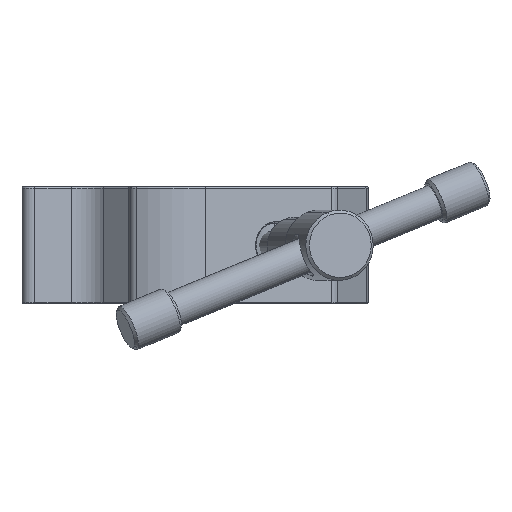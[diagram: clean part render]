
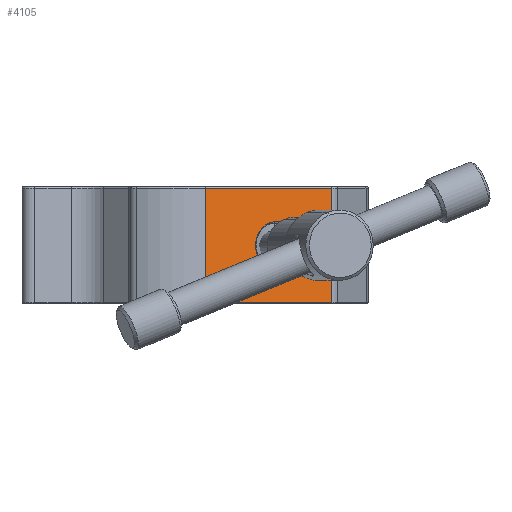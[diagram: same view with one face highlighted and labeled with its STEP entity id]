
A CAD part, front view. The second image highlights one B-rep face of the part: STEP entity #4105.
In plain terms, the highlighted face is planar.
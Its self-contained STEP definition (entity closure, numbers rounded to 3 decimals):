
#185 = EDGE_CURVE ( 'NONE', #4049, #12986, #13632, .T. ) ;
#303 = CARTESIAN_POINT ( 'NONE',  ( 283.89, 217.181, 10. ) ) ;
#350 = DIRECTION ( 'NONE',  ( 0., 0., -1. ) ) ;
#486 = VERTEX_POINT ( 'NONE', #770 ) ;
#634 = EDGE_LOOP ( 'NONE', ( #2817, #10641, #6458, #2103, #4416, #5995, #12232, #12163, #4932, #13273, #13262 ) ) ;
#667 = VECTOR ( 'NONE', #11376, 1000. ) ;
#732 = CARTESIAN_POINT ( 'NONE',  ( 295.647, 217.181, 20. ) ) ;
#770 = CARTESIAN_POINT ( 'NONE',  ( 269.647, 217.181, 0.25 ) ) ;
#808 = CARTESIAN_POINT ( 'NONE',  ( 295.647, 217.181, 14. ) ) ;
#885 = CARTESIAN_POINT ( 'NONE',  ( 295.647, 217.181, 20. ) ) ;
#1290 = CARTESIAN_POINT ( 'NONE',  ( 283.89, 217.181, 14. ) ) ;
#1428 = DIRECTION ( 'NONE',  ( -1., 0., 0. ) ) ;
#1547 = LINE ( 'NONE', #808, #4518 ) ;
#1655 = CARTESIAN_POINT ( 'NONE',  ( 295.647, 217.181, 7.988 ) ) ;
#2103 = ORIENTED_EDGE ( 'NONE', *, *, #11409, .T. ) ;
#2217 = CARTESIAN_POINT ( 'NONE',  ( 283.89, 217.181, 6. ) ) ;
#2310 = DIRECTION ( 'NONE',  ( -1., 0., 0. ) ) ;
#2403 = DIRECTION ( 'NONE',  ( -1., 0., 0. ) ) ;
#2499 = AXIS2_PLACEMENT_3D ( 'NONE', #11531, #11494, #11447 ) ;
#2508 = EDGE_CURVE ( 'NONE', #6776, #10055, #11253, .T. ) ;
#2554 = CARTESIAN_POINT ( 'NONE',  ( 279.89, 217.181, 10. ) ) ;
#2673 = CARTESIAN_POINT ( 'NONE',  ( 269.647, 217.181, 19.75 ) ) ;
#2817 = ORIENTED_EDGE ( 'NONE', *, *, #13176, .T. ) ;
#2855 = CARTESIAN_POINT ( 'NONE',  ( 295.647, 217.181, 19.75 ) ) ;
#2976 = EDGE_CURVE ( 'NONE', #4345, #13408, #13320, .T. ) ;
#3529 = CARTESIAN_POINT ( 'NONE',  ( 295.647, 217.181, 19.75 ) ) ;
#3564 = CARTESIAN_POINT ( 'NONE',  ( 295.647, 217.181, 0.25 ) ) ;
#3644 = CARTESIAN_POINT ( 'NONE',  ( 269.647, 217.181, 20. ) ) ;
#3733 = DIRECTION ( 'NONE',  ( 1., 0., 0. ) ) ;
#3782 = CIRCLE ( 'NONE', #6554, 4. ) ;
#3890 = VERTEX_POINT ( 'NONE', #1290 ) ;
#3912 = VECTOR ( 'NONE', #2310, 1000. ) ;
#3944 = CIRCLE ( 'NONE', #13920, 4. ) ;
#4049 = VERTEX_POINT ( 'NONE', #2217 ) ;
#4105 = ADVANCED_FACE ( 'NONE', ( #4979 ), #5703, .F. ) ;
#4189 = EDGE_CURVE ( 'NONE', #12986, #3890, #3944, .T. ) ;
#4345 = VERTEX_POINT ( 'NONE', #1655 ) ;
#4416 = ORIENTED_EDGE ( 'NONE', *, *, #6473, .T. ) ;
#4518 = VECTOR ( 'NONE', #7460, 1000. ) ;
#4586 = CARTESIAN_POINT ( 'NONE',  ( 295.647, 217.181, 20. ) ) ;
#4701 = VERTEX_POINT ( 'NONE', #11051 ) ;
#4932 = ORIENTED_EDGE ( 'NONE', *, *, #9657, .T. ) ;
#4979 = FACE_OUTER_BOUND ( 'NONE', #634, .T. ) ;
#5009 = DIRECTION ( 'NONE',  ( 0., 1., 0. ) ) ;
#5471 = EDGE_CURVE ( 'NONE', #13068, #10055, #8693, .T. ) ;
#5703 = PLANE ( 'NONE',  #12478 ) ;
#5740 = VECTOR ( 'NONE', #8523, 1000. ) ;
#5995 = ORIENTED_EDGE ( 'NONE', *, *, #12164, .T. ) ;
#6458 = ORIENTED_EDGE ( 'NONE', *, *, #5471, .F. ) ;
#6473 = EDGE_CURVE ( 'NONE', #10110, #486, #12484, .T. ) ;
#6554 = AXIS2_PLACEMENT_3D ( 'NONE', #11645, #5009, #12747 ) ;
#6688 = CARTESIAN_POINT ( 'NONE',  ( 295.647, 217.181, 6. ) ) ;
#6776 = VERTEX_POINT ( 'NONE', #12912 ) ;
#6802 = VECTOR ( 'NONE', #2403, 1000. ) ;
#6819 = DIRECTION ( 'NONE',  ( -1., 0., 0. ) ) ;
#6856 = LINE ( 'NONE', #6688, #3912 ) ;
#7149 = LINE ( 'NONE', #3529, #6802 ) ;
#7409 = CARTESIAN_POINT ( 'NONE',  ( 295.647, 217.181, 12.012 ) ) ;
#7418 = EDGE_CURVE ( 'NONE', #4345, #4701, #3782, .T. ) ;
#7460 = DIRECTION ( 'NONE',  ( 1., 0., 0. ) ) ;
#8082 = DIRECTION ( 'NONE',  ( 0., 1., 0. ) ) ;
#8364 = LINE ( 'NONE', #11521, #11293 ) ;
#8523 = DIRECTION ( 'NONE',  ( 0., 0., -1. ) ) ;
#8693 = LINE ( 'NONE', #732, #5740 ) ;
#9657 = EDGE_CURVE ( 'NONE', #4701, #4049, #6856, .T. ) ;
#10055 = VERTEX_POINT ( 'NONE', #7409 ) ;
#10110 = VERTEX_POINT ( 'NONE', #2673 ) ;
#10370 = VECTOR ( 'NONE', #350, 1000. ) ;
#10641 = ORIENTED_EDGE ( 'NONE', *, *, #2508, .T. ) ;
#11051 = CARTESIAN_POINT ( 'NONE',  ( 292.19, 217.181, 6. ) ) ;
#11253 = CIRCLE ( 'NONE', #2499, 4. ) ;
#11293 = VECTOR ( 'NONE', #3733, 1000. ) ;
#11376 = DIRECTION ( 'NONE',  ( 0., 0., -1. ) ) ;
#11409 = EDGE_CURVE ( 'NONE', #13068, #10110, #7149, .T. ) ;
#11447 = DIRECTION ( 'NONE',  ( -1., 0., 0. ) ) ;
#11494 = DIRECTION ( 'NONE',  ( 0., 1., 0. ) ) ;
#11521 = CARTESIAN_POINT ( 'NONE',  ( 295.647, 217.181, 0.25 ) ) ;
#11531 = CARTESIAN_POINT ( 'NONE',  ( 292.19, 217.181, 10. ) ) ;
#11645 = CARTESIAN_POINT ( 'NONE',  ( 292.19, 217.181, 10. ) ) ;
#11832 = CARTESIAN_POINT ( 'NONE',  ( 283.89, 217.181, 10. ) ) ;
#12163 = ORIENTED_EDGE ( 'NONE', *, *, #7418, .T. ) ;
#12164 = EDGE_CURVE ( 'NONE', #486, #13408, #8364, .T. ) ;
#12232 = ORIENTED_EDGE ( 'NONE', *, *, #2976, .F. ) ;
#12251 = DIRECTION ( 'NONE',  ( 0., 1., 0. ) ) ;
#12478 = AXIS2_PLACEMENT_3D ( 'NONE', #4586, #12251, #6819 ) ;
#12484 = LINE ( 'NONE', #3644, #667 ) ;
#12747 = DIRECTION ( 'NONE',  ( -1., 0., 0. ) ) ;
#12865 = AXIS2_PLACEMENT_3D ( 'NONE', #11832, #14204, #13396 ) ;
#12912 = CARTESIAN_POINT ( 'NONE',  ( 292.19, 217.181, 14. ) ) ;
#12986 = VERTEX_POINT ( 'NONE', #2554 ) ;
#13068 = VERTEX_POINT ( 'NONE', #2855 ) ;
#13176 = EDGE_CURVE ( 'NONE', #3890, #6776, #1547, .T. ) ;
#13262 = ORIENTED_EDGE ( 'NONE', *, *, #4189, .T. ) ;
#13273 = ORIENTED_EDGE ( 'NONE', *, *, #185, .T. ) ;
#13320 = LINE ( 'NONE', #885, #10370 ) ;
#13396 = DIRECTION ( 'NONE',  ( -1., 0., 0. ) ) ;
#13408 = VERTEX_POINT ( 'NONE', #3564 ) ;
#13632 = CIRCLE ( 'NONE', #12865, 4. ) ;
#13920 = AXIS2_PLACEMENT_3D ( 'NONE', #303, #8082, #1428 ) ;
#14204 = DIRECTION ( 'NONE',  ( 0., 1., 0. ) ) ;
